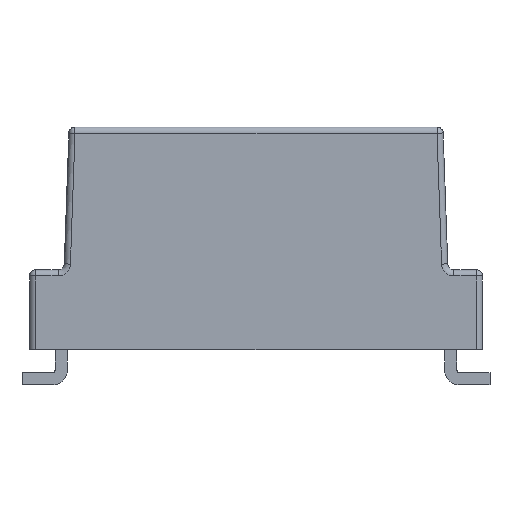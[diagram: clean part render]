
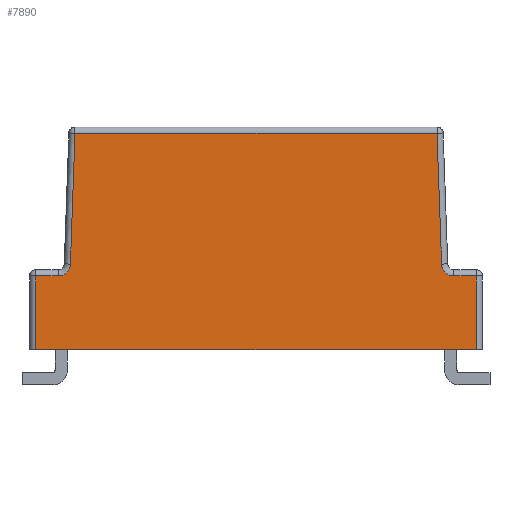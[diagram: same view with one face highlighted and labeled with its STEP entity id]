
A CAD part, front view. The second image highlights one B-rep face of the part: STEP entity #7890.
In plain terms, the highlighted face is planar.
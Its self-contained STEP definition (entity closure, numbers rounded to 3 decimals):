
#200=CIRCLE('',#8126,0.4);
#220=CIRCLE('',#8161,0.4);
#1113=ORIENTED_EDGE('',*,*,#2488,.T.);
#1114=ORIENTED_EDGE('',*,*,#2216,.F.);
#1115=ORIENTED_EDGE('',*,*,#2212,.F.);
#1116=ORIENTED_EDGE('',*,*,#2220,.T.);
#1117=ORIENTED_EDGE('',*,*,#2228,.F.);
#1118=ORIENTED_EDGE('',*,*,#2240,.F.);
#1119=ORIENTED_EDGE('',*,*,#2253,.T.);
#1120=ORIENTED_EDGE('',*,*,#2258,.T.);
#1121=ORIENTED_EDGE('',*,*,#2266,.T.);
#1122=ORIENTED_EDGE('',*,*,#2271,.T.);
#2212=EDGE_CURVE('',#2977,#2972,#3546,.T.);
#2216=EDGE_CURVE('',#2972,#2978,#3549,.T.);
#2220=EDGE_CURVE('',#2977,#2981,#200,.T.);
#2228=EDGE_CURVE('',#2986,#2981,#3554,.T.);
#2240=EDGE_CURVE('',#2992,#2986,#3560,.T.);
#2253=EDGE_CURVE('',#2992,#2999,#3566,.T.);
#2258=EDGE_CURVE('',#2999,#3001,#220,.T.);
#2266=EDGE_CURVE('',#3001,#3006,#3572,.T.);
#2271=EDGE_CURVE('',#3006,#3008,#3575,.T.);
#2488=EDGE_CURVE('',#3008,#2978,#3648,.T.);
#2972=VERTEX_POINT('',#10340);
#2977=VERTEX_POINT('',#10356);
#2978=VERTEX_POINT('',#10361);
#2981=VERTEX_POINT('',#10371);
#2986=VERTEX_POINT('',#10387);
#2992=VERTEX_POINT('',#10410);
#2999=VERTEX_POINT('',#10435);
#3001=VERTEX_POINT('',#10444);
#3006=VERTEX_POINT('',#10460);
#3008=VERTEX_POINT('',#10469);
#3546=LINE('',#10357,#4131);
#3549=LINE('',#10364,#4134);
#3554=LINE('',#10388,#4139);
#3560=LINE('',#10411,#4145);
#3566=LINE('',#10436,#4151);
#3572=LINE('',#10461,#4157);
#3575=LINE('',#10470,#4160);
#3648=LINE('',#11699,#4233);
#4131=VECTOR('',#8851,1000.);
#4134=VECTOR('',#8858,1000.);
#4139=VECTOR('',#8887,1000.);
#4145=VECTOR('',#8915,1000.);
#4151=VECTOR('',#8945,1000.);
#4157=VECTOR('',#8975,1000.);
#4160=VECTOR('',#8986,1000.);
#4233=VECTOR('',#9255,1000.);
#4701=EDGE_LOOP('',(#1113,#1114,#1115,#1116,#1117,#1118,#1119,#1120,#1121,
#1122));
#5049=FACE_BOUND('',#4701,.T.);
#5335=PLANE('',#8269);
#7890=ADVANCED_FACE('',(#5049),#5335,.F.);
#8126=AXIS2_PLACEMENT_3D('',#10372,#8869,#8870);
#8161=AXIS2_PLACEMENT_3D('',#10445,#8957,#8958);
#8269=AXIS2_PLACEMENT_3D('',#11698,#9253,#9254);
#8851=DIRECTION('',(0.,1.,0.));
#8858=DIRECTION('',(0.,0.,-1.));
#8869=DIRECTION('',(-1.,0.,0.));
#8870=DIRECTION('',(0.,-1.,0.));
#8887=DIRECTION('',(0.,0.035,-0.999));
#8915=DIRECTION('',(0.,1.,0.));
#8945=DIRECTION('',(0.,-0.035,-0.999));
#8957=DIRECTION('',(-1.,0.,0.));
#8958=DIRECTION('',(0.,-1.,0.));
#8975=DIRECTION('',(0.,-1.,0.));
#8986=DIRECTION('',(0.,0.,-1.));
#9253=DIRECTION('',(-1.,0.,0.));
#9254=DIRECTION('',(0.,-1.,0.));
#9255=DIRECTION('',(0.,1.,0.));
#10340=CARTESIAN_POINT('',(8.55,7.175,2.4));
#10356=CARTESIAN_POINT('',(8.55,6.443,2.4));
#10357=CARTESIAN_POINT('',(8.55,6.25,2.4));
#10361=CARTESIAN_POINT('',(8.55,7.175,0.));
#10364=CARTESIAN_POINT('',(8.55,7.175,7.25));
#10371=CARTESIAN_POINT('',(8.55,6.043,2.786));
#10372=CARTESIAN_POINT('',(8.55,6.443,2.8));
#10387=CARTESIAN_POINT('',(8.55,5.894,7.05));
#10388=CARTESIAN_POINT('',(8.55,5.888,7.243));
#10410=CARTESIAN_POINT('',(8.55,-5.894,7.05));
#10411=CARTESIAN_POINT('',(8.55,-6.088,7.05));
#10435=CARTESIAN_POINT('',(8.55,-6.043,2.786));
#10436=CARTESIAN_POINT('',(8.55,-5.889,7.198));
#10444=CARTESIAN_POINT('',(8.55,-6.443,2.4));
#10445=CARTESIAN_POINT('',(8.55,-6.443,2.8));
#10460=CARTESIAN_POINT('',(8.55,-7.175,2.4));
#10461=CARTESIAN_POINT('',(8.55,-7.375,2.4));
#10469=CARTESIAN_POINT('',(8.55,-7.175,0.));
#10470=CARTESIAN_POINT('',(8.55,-7.175,7.25));
#11698=CARTESIAN_POINT('',(8.55,-7.375,7.25));
#11699=CARTESIAN_POINT('',(8.55,-7.375,0.));
